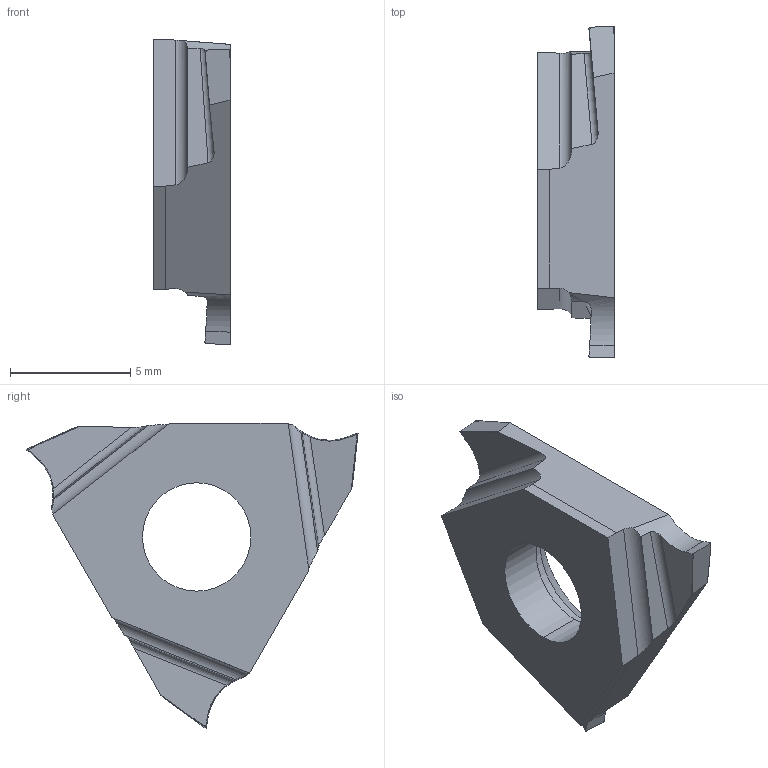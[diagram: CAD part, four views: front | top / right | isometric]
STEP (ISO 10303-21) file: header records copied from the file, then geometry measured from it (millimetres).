
FILE_DESCRIPTION(/* description */ (''),/* implementation_level */ '2;1');
FILE_NAME(/* name */ 'GTAT10320V5R-U.stp',/* time_stamp */ '2021-12-22T08:51:14+09:00',/* author */ (''),/* organization */ (''),/* preprocessor_version */ 'ST-DEVELOPER v16',/* originating_system */ 'SIEMENS PLM Software NX 10.0',/* authorisation */ '');
FILE_SCHEMA (('AUTOMOTIVE_DESIGN { 1 0 10303 214 3 1 1 1 }'));
Length unit declared in the file: millimetre
Products named in the file (1): GTAT10320V5R-U
Bounding box: 3.18 x 13.79 x 12.68 mm (x, y, z)
Volume: 207.1 mm3; surface area: 319.7 mm2
Topology: 1 solids, 1 shells, 51 faces, 174 edges, 154 vertices
Faces by surface type: plane 24, cylinder 14, bspline 6, cone 4, extrusion 3
Entity records: 2322 total; most frequent: CARTESIAN_POINT 792, ORIENTED_EDGE 296, DIRECTION 250, EDGE_CURVE 148, VECTOR 102, VERTEX_POINT 100, LINE 99, AXIS2_PLACEMENT_3D 74
